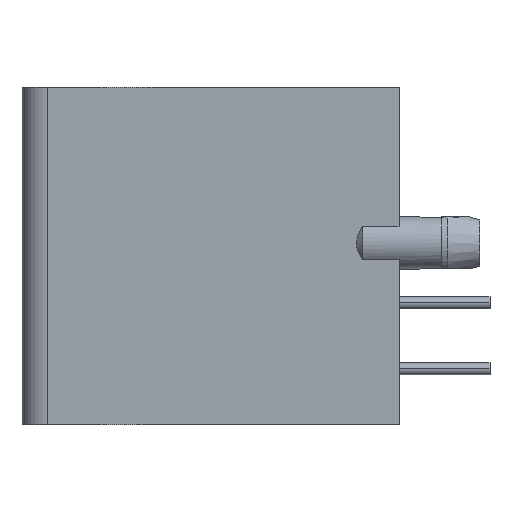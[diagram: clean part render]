
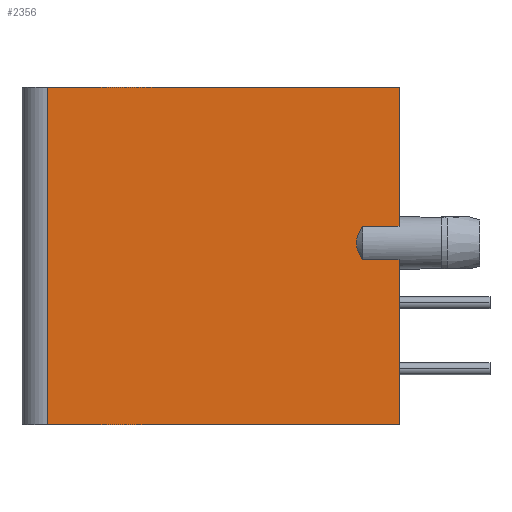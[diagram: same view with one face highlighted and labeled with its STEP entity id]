
A CAD part, left-side view. The second image highlights one B-rep face of the part: STEP entity #2356.
In plain terms, the highlighted planar face has unit normal (-1, 0, 0).
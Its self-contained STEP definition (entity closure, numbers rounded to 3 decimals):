
#2356=ADVANCED_FACE('NONE',(#3644),#3645,.F.);
#3644=FACE_OUTER_BOUND('',#5128,.T.);
#3645=PLANE('',#5129);
#5128=EDGE_LOOP('',(#8411,#8412,#8413,#8414,#8415,#8416,#8417,#8418));
#5129=AXIS2_PLACEMENT_3D('',#8419,#8420,#8421);
#8411=ORIENTED_EDGE('',*,*,#14152,.T.);
#8412=ORIENTED_EDGE('',*,*,#14153,.F.);
#8413=ORIENTED_EDGE('',*,*,#14130,.T.);
#8414=ORIENTED_EDGE('',*,*,#14154,.F.);
#8415=ORIENTED_EDGE('',*,*,#14155,.F.);
#8416=ORIENTED_EDGE('',*,*,#14156,.F.);
#8417=ORIENTED_EDGE('',*,*,#14157,.T.);
#8418=ORIENTED_EDGE('',*,*,#14158,.F.);
#8419=CARTESIAN_POINT('',(-23.247,18.814,7.636));
#8420=DIRECTION('',(1.0,0.0,0.0));
#8421=DIRECTION('',(0.0,1.0,0.0));
#14130=EDGE_CURVE('NONE',#16469,#16467,#16470,.T.);
#14152=EDGE_CURVE('NONE',#16508,#16509,#16510,.T.);
#14153=EDGE_CURVE('NONE',#16469,#16509,#16511,.T.);
#14154=EDGE_CURVE('NONE',#16512,#16467,#16513,.T.);
#14155=EDGE_CURVE('NONE',#16514,#16512,#16515,.T.);
#14156=EDGE_CURVE('NONE',#16516,#16514,#16517,.T.);
#14157=EDGE_CURVE('NONE',#16516,#16518,#16519,.T.);
#14158=EDGE_CURVE('NONE',#16508,#16518,#16520,.T.);
#16467=VERTEX_POINT('NONE',#19264);
#16469=VERTEX_POINT('NONE',#19266);
#16470=LINE('',#19267,#19268);
#16508=VERTEX_POINT('NONE',#19335);
#16509=VERTEX_POINT('NONE',#19336);
#16510=LINE('',#19337,#19338);
#16511=LINE('',#19339,#19340);
#16512=VERTEX_POINT('NONE',#19341);
#16513=LINE('',#19342,#19343);
#16514=VERTEX_POINT('NONE',#19344);
#16515=LINE('',#19345,#19346);
#16516=VERTEX_POINT('NONE',#19347);
#16517=LINE('',#19348,#19349);
#16518=VERTEX_POINT('NONE',#19350);
#16519=LINE('',#19351,#19352);
#16520=B_SPLINE_CURVE_WITH_KNOTS('',3,(#19353,#19354,#19355,#19356,#19357,#19358,#19359,#19360,#19361,#19362),.UNSPECIFIED.,.F.,.F.,(4,2,2,2,4),(-0.001,0.,0.,0.,0.001),.UNSPECIFIED.);
#19264=CARTESIAN_POINT('',(-23.247,18.544,7.376));
#19266=CARTESIAN_POINT('',(-23.247,5.044,7.376));
#19267=CARTESIAN_POINT('',(-23.247,12.294,7.376));
#19268=VECTOR('',#23435,1000.0);
#19335=CARTESIAN_POINT('',(-23.247,6.444,2.026));
#19336=CARTESIAN_POINT('',(-23.247,5.044,2.026));
#19337=CARTESIAN_POINT('',(-23.247,4.919,2.026));
#19338=VECTOR('',#23456,1000.0);
#19339=CARTESIAN_POINT('',(-23.247,5.044,0.876));
#19340=VECTOR('',#23457,1000.0);
#19341=CARTESIAN_POINT('',(-23.247,18.544,-5.624));
#19342=CARTESIAN_POINT('',(-23.247,18.544,0.876));
#19343=VECTOR('',#23458,1000.0);
#19344=CARTESIAN_POINT('',(-23.247,5.044,-5.624));
#19345=CARTESIAN_POINT('',(-23.247,11.794,-5.624));
#19346=VECTOR('',#23459,1000.0);
#19347=CARTESIAN_POINT('',(-23.247,5.044,0.727));
#19348=CARTESIAN_POINT('',(-23.247,5.044,0.876));
#19349=VECTOR('',#23460,1000.0);
#19350=CARTESIAN_POINT('',(-23.247,6.444,0.727));
#19351=CARTESIAN_POINT('',(-23.247,4.919,0.727));
#19352=VECTOR('',#23461,1000.0);
#19353=CARTESIAN_POINT('',(-23.247,6.444,2.026));
#19354=CARTESIAN_POINT('',(-23.247,6.508,1.928));
#19355=CARTESIAN_POINT('',(-23.247,6.566,1.827));
#19356=CARTESIAN_POINT('',(-23.247,6.655,1.611));
#19357=CARTESIAN_POINT('',(-23.247,6.684,1.495));
#19358=CARTESIAN_POINT('',(-23.247,6.684,1.258));
#19359=CARTESIAN_POINT('',(-23.247,6.655,1.143));
#19360=CARTESIAN_POINT('',(-23.247,6.567,0.926));
#19361=CARTESIAN_POINT('',(-23.247,6.508,0.825));
#19362=CARTESIAN_POINT('',(-23.247,6.444,0.727));
#23435=DIRECTION('',(0.0,1.0,0.0));
#23456=DIRECTION('',(-0.0,-1.0,-0.0));
#23457=DIRECTION('',(0.0,0.0,-1.0));
#23458=DIRECTION('',(0.0,0.0,1.0));
#23459=DIRECTION('',(0.0,1.0,0.0));
#23460=DIRECTION('',(0.0,0.0,-1.0));
#23461=DIRECTION('',(0.0,1.0,0.0));
